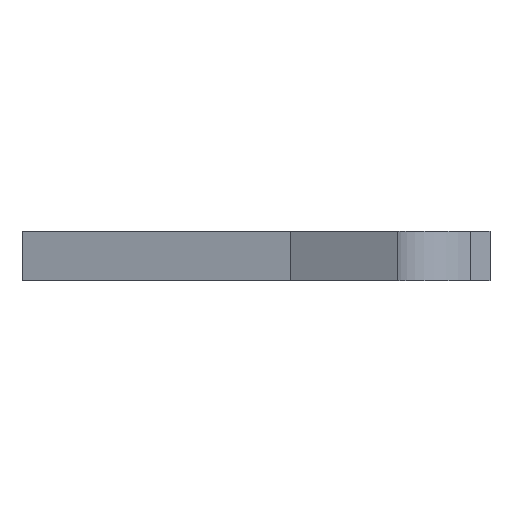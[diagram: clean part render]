
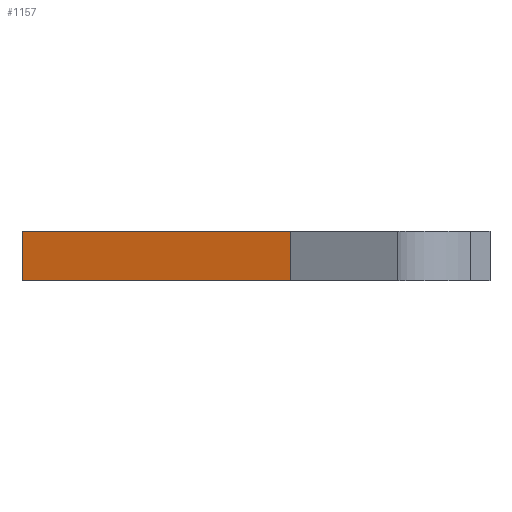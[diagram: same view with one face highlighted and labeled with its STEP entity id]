
A CAD part, front view. The second image highlights one B-rep face of the part: STEP entity #1157.
In plain terms, the highlighted planar face has unit normal (-0.223, -0.975, 0).
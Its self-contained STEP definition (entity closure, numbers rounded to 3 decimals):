
#81 = ORIENTED_EDGE ( 'NONE', *, *, #837, .T. ) ;
#265 = ORIENTED_EDGE ( 'NONE', *, *, #1291, .F. ) ;
#357 = DIRECTION ( 'NONE',  ( 0.975, -0.223, 0. ) ) ;
#382 = EDGE_CURVE ( 'NONE', #566, #822, #732, .T. ) ;
#412 = EDGE_CURVE ( 'NONE', #1477, #819, #1473, .T. ) ;
#477 = DIRECTION ( 'NONE',  ( 0., 0., 1. ) ) ;
#525 = FACE_OUTER_BOUND ( 'NONE', #1610, .T. ) ;
#566 = VERTEX_POINT ( 'NONE', #1202 ) ;
#593 = VECTOR ( 'NONE', #357, 1000. ) ;
#716 = DIRECTION ( 'NONE',  ( 0., 0., 1. ) ) ;
#732 = LINE ( 'NONE', #1485, #1186 ) ;
#746 = ORIENTED_EDGE ( 'NONE', *, *, #382, .F. ) ;
#768 = PLANE ( 'NONE',  #857 ) ;
#819 = VERTEX_POINT ( 'NONE', #1507 ) ;
#822 = VERTEX_POINT ( 'NONE', #1374 ) ;
#837 = EDGE_CURVE ( 'NONE', #566, #1477, #1148, .T. ) ;
#857 = AXIS2_PLACEMENT_3D ( 'NONE', #1558, #1432, #1423 ) ;
#932 = CARTESIAN_POINT ( 'NONE',  ( -12.515, -279.228, 0. ) ) ;
#1039 = VECTOR ( 'NONE', #1599, 1000. ) ;
#1064 = LINE ( 'NONE', #1318, #1039 ) ;
#1148 = LINE ( 'NONE', #1251, #593 ) ;
#1157 = ADVANCED_FACE ( 'NONE', ( #525 ), #768, .T. ) ;
#1186 = VECTOR ( 'NONE', #716, 1000. ) ;
#1202 = CARTESIAN_POINT ( 'NONE',  ( -119.751, -254.725, 0. ) ) ;
#1251 = CARTESIAN_POINT ( 'NONE',  ( -119.751, -254.725, 0. ) ) ;
#1256 = CARTESIAN_POINT ( 'NONE',  ( -12.515, -279.228, 0. ) ) ;
#1291 = EDGE_CURVE ( 'NONE', #822, #819, #1064, .T. ) ;
#1318 = CARTESIAN_POINT ( 'NONE',  ( -119.751, -254.725, 20. ) ) ;
#1335 = ORIENTED_EDGE ( 'NONE', *, *, #412, .T. ) ;
#1345 = VECTOR ( 'NONE', #477, 1000. ) ;
#1374 = CARTESIAN_POINT ( 'NONE',  ( -119.751, -254.725, 20. ) ) ;
#1423 = DIRECTION ( 'NONE',  ( 0.975, -0.223, 0. ) ) ;
#1432 = DIRECTION ( 'NONE',  ( -0.223, -0.975, 0. ) ) ;
#1473 = LINE ( 'NONE', #1256, #1345 ) ;
#1477 = VERTEX_POINT ( 'NONE', #932 ) ;
#1485 = CARTESIAN_POINT ( 'NONE',  ( -119.751, -254.725, 0. ) ) ;
#1507 = CARTESIAN_POINT ( 'NONE',  ( -12.515, -279.228, 20. ) ) ;
#1558 = CARTESIAN_POINT ( 'NONE',  ( -119.751, -254.725, 0. ) ) ;
#1599 = DIRECTION ( 'NONE',  ( 0.975, -0.223, 0. ) ) ;
#1610 = EDGE_LOOP ( 'NONE', ( #265, #746, #81, #1335 ) ) ;
